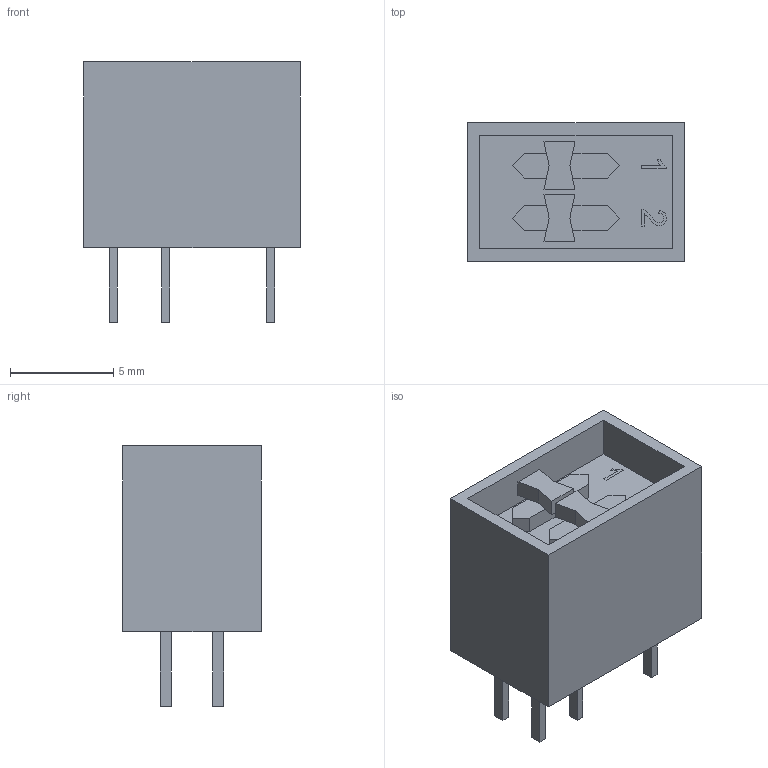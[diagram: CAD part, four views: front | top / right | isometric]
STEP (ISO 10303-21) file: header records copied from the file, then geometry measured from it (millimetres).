
FILE_DESCRIPTION((''),'2;1');
FILE_NAME('SW_ERG_SCS-2-023.stp','2014-02-28T14:23:04',(''),(''),'Mechanical Desktop 2011','Mechanical Desktop 2011',', , ');
FILE_SCHEMA(('AUTOMOTIVE_DESIGN { 1 2 10303 214 1 1 1 1 }'));
Length unit declared in the file: millimetre
Products named in the file (1): Product
Bounding box: 10.5 x 6.7 x 12.6 mm (x, y, z)
Volume: 549 mm3; surface area: 620.3 mm2
Topology: 13 solids, 13 shells, 225 faces, 588 edges, 392 vertices
Faces by surface type: plane 221, cylinder 4
Entity records: 6831 total; most frequent: CARTESIAN_POINT 1206, ORIENTED_EDGE 1176, DIRECTION 1048, EDGE_CURVE 588, VECTOR 580, LINE 580, VERTEX_POINT 392, AXIS2_PLACEMENT_3D 234
